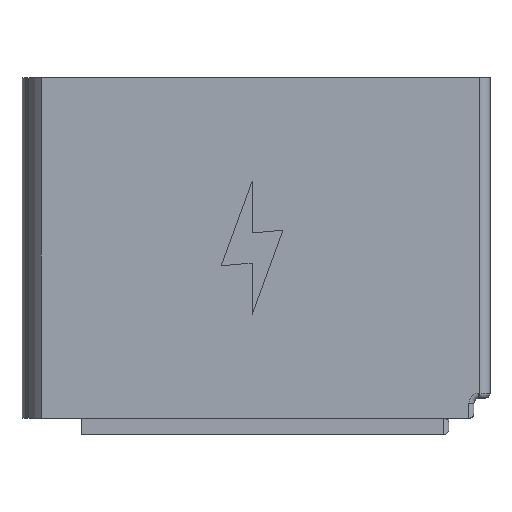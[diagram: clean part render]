
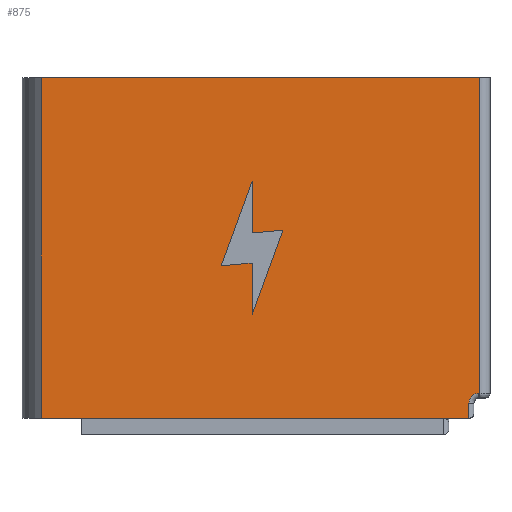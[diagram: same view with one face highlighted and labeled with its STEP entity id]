
A CAD part, left-side view. The second image highlights one B-rep face of the part: STEP entity #875.
In plain terms, the highlighted planar face has unit normal (-1, 0, 0).
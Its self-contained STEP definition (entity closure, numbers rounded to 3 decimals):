
#17=FACE_BOUND('',#352,.T.);
#39=PLANE('',#972);
#108=LINE('',#1404,#198);
#111=LINE('',#1422,#201);
#113=LINE('',#1435,#203);
#125=LINE('',#1459,#215);
#127=LINE('',#1467,#217);
#130=LINE('',#1472,#220);
#132=LINE('',#1476,#222);
#134=LINE('',#1480,#224);
#136=LINE('',#1484,#226);
#137=LINE('',#1486,#227);
#139=LINE('',#1490,#229);
#140=LINE('',#1492,#230);
#198=VECTOR('',#1126,10.);
#201=VECTOR('',#1149,10.);
#203=VECTOR('',#1155,10.);
#215=VECTOR('',#1177,10.);
#217=VECTOR('',#1187,10.);
#220=VECTOR('',#1192,10.);
#222=VECTOR('',#1196,10.);
#224=VECTOR('',#1200,10.);
#226=VECTOR('',#1204,10.);
#227=VECTOR('',#1207,10.);
#229=VECTOR('',#1213,10.);
#230=VECTOR('',#1216,10.);
#299=FACE_OUTER_BOUND('',#351,.T.);
#351=EDGE_LOOP('',(#786,#787,#788,#789,#790,#791,#792));
#352=EDGE_LOOP('',(#793,#794,#795,#796,#797,#798));
#378=CIRCLE('',#950,1.);
#415=VERTEX_POINT('',#1339);
#437=VERTEX_POINT('',#1401);
#438=VERTEX_POINT('',#1403);
#441=VERTEX_POINT('',#1414);
#442=VERTEX_POINT('',#1416);
#443=VERTEX_POINT('',#1420);
#450=VERTEX_POINT('',#1458);
#451=VERTEX_POINT('',#1464);
#452=VERTEX_POINT('',#1466);
#453=VERTEX_POINT('',#1470);
#454=VERTEX_POINT('',#1474);
#455=VERTEX_POINT('',#1478);
#456=VERTEX_POINT('',#1482);
#534=EDGE_CURVE('',#437,#438,#108,.T.);
#541=EDGE_CURVE('',#441,#442,#378,.T.);
#544=EDGE_CURVE('',#443,#441,#111,.T.);
#547=EDGE_CURVE('',#442,#415,#113,.T.);
#559=EDGE_CURVE('',#450,#415,#125,.T.);
#563=EDGE_CURVE('',#452,#451,#127,.T.);
#566=EDGE_CURVE('',#451,#453,#130,.T.);
#568=EDGE_CURVE('',#453,#454,#132,.T.);
#570=EDGE_CURVE('',#454,#455,#134,.T.);
#572=EDGE_CURVE('',#455,#456,#136,.T.);
#573=EDGE_CURVE('',#456,#452,#137,.T.);
#575=EDGE_CURVE('',#438,#443,#139,.T.);
#576=EDGE_CURVE('',#437,#450,#140,.T.);
#786=ORIENTED_EDGE('',*,*,#544,.F.);
#787=ORIENTED_EDGE('',*,*,#575,.F.);
#788=ORIENTED_EDGE('',*,*,#534,.F.);
#789=ORIENTED_EDGE('',*,*,#576,.T.);
#790=ORIENTED_EDGE('',*,*,#559,.T.);
#791=ORIENTED_EDGE('',*,*,#547,.F.);
#792=ORIENTED_EDGE('',*,*,#541,.F.);
#793=ORIENTED_EDGE('',*,*,#573,.T.);
#794=ORIENTED_EDGE('',*,*,#563,.T.);
#795=ORIENTED_EDGE('',*,*,#566,.T.);
#796=ORIENTED_EDGE('',*,*,#568,.T.);
#797=ORIENTED_EDGE('',*,*,#570,.T.);
#798=ORIENTED_EDGE('',*,*,#572,.T.);
#875=ADVANCED_FACE('',(#299,#17),#39,.T.);
#950=AXIS2_PLACEMENT_3D('',#1417,#1141,#1142);
#972=AXIS2_PLACEMENT_3D('',#1491,#1214,#1215);
#1126=DIRECTION('',(0.,-1.,0.));
#1141=DIRECTION('center_axis',(-1.,0.,0.));
#1142=DIRECTION('ref_axis',(0.,0.707,0.707));
#1149=DIRECTION('',(0.,1.,0.));
#1155=DIRECTION('',(0.,0.,-1.));
#1177=DIRECTION('',(0.,-1.,0.));
#1187=DIRECTION('',(0.,0.996,-0.087));
#1192=DIRECTION('',(0.,-0.342,0.94));
#1196=DIRECTION('',(0.,0.,-1.));
#1200=DIRECTION('',(0.,-0.996,0.087));
#1204=DIRECTION('',(0.,0.342,-0.94));
#1207=DIRECTION('',(0.,0.,1.));
#1213=DIRECTION('',(0.,0.,-1.));
#1214=DIRECTION('center_axis',(-1.,0.,0.));
#1215=DIRECTION('ref_axis',(0.,-1.,0.));
#1216=DIRECTION('',(0.,0.,-1.));
#1339=CARTESIAN_POINT('',(-4.4,-21.65,0.));
#1401=CARTESIAN_POINT('',(-4.4,21.05,34.));
#1403=CARTESIAN_POINT('',(-4.4,-22.75,34.));
#1404=CARTESIAN_POINT('',(-4.4,22.05,34.));
#1414=CARTESIAN_POINT('',(-4.4,-22.65,2.5));
#1416=CARTESIAN_POINT('',(-4.4,-21.65,1.5));
#1417=CARTESIAN_POINT('Origin',(-4.4,-22.65,1.5));
#1420=CARTESIAN_POINT('',(-4.4,-22.75,2.5));
#1422=CARTESIAN_POINT('',(-4.4,11.3,2.5));
#1435=CARTESIAN_POINT('',(-4.4,-21.65,0.));
#1458=CARTESIAN_POINT('',(-4.4,21.05,0.));
#1459=CARTESIAN_POINT('',(-4.4,22.05,0.));
#1464=CARTESIAN_POINT('',(-4.4,3.078,15.225));
#1466=CARTESIAN_POINT('',(-4.4,0.,15.494));
#1467=CARTESIAN_POINT('',(-4.4,11.614,14.478));
#1470=CARTESIAN_POINT('',(-4.4,0.,23.682));
#1472=CARTESIAN_POINT('',(-4.4,6.634,5.454));
#1474=CARTESIAN_POINT('',(-4.4,0.,18.506));
#1476=CARTESIAN_POINT('',(-4.4,0.,11.841));
#1478=CARTESIAN_POINT('',(-4.4,-3.078,18.775));
#1480=CARTESIAN_POINT('',(-4.4,11.745,17.478));
#1482=CARTESIAN_POINT('',(-4.4,0.,10.318));
#1484=CARTESIAN_POINT('',(-4.4,1.409,6.448));
#1486=CARTESIAN_POINT('',(-4.4,0.,5.159));
#1490=CARTESIAN_POINT('',(-4.4,-22.75,0.));
#1491=CARTESIAN_POINT('Origin',(-4.4,22.05,0.));
#1492=CARTESIAN_POINT('',(-4.4,21.05,34.));
